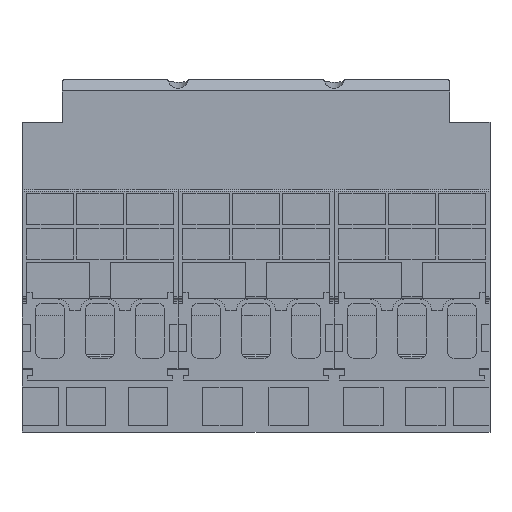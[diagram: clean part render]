
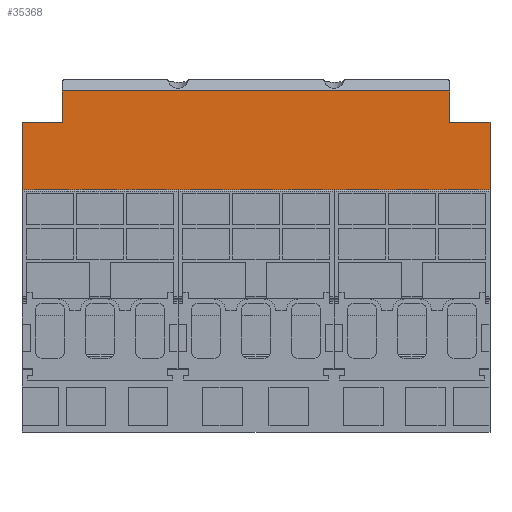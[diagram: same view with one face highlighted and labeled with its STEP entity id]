
A CAD part, front view. The second image highlights one B-rep face of the part: STEP entity #35368.
In plain terms, the highlighted planar face has unit normal (0, -1, 0).
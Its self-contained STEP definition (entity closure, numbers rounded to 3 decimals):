
#35368=ADVANCED_FACE('',(#66654),#66655,.T.);
#41206=VERTEX_POINT('',#72574);
#41210=VERTEX_POINT('',#72578);
#41212=EDGE_CURVE('',#41210,#41206,#72580,.T.);
#41216=VERTEX_POINT('',#72584);
#41218=EDGE_CURVE('',#41210,#41216,#72586,.T.);
#41222=VERTEX_POINT('',#72590);
#41224=EDGE_CURVE('',#41222,#41216,#72592,.T.);
#41574=VERTEX_POINT('',#72942);
#41578=EDGE_CURVE('',#41206,#41574,#72946,.T.);
#42298=VERTEX_POINT('',#73666);
#42302=VERTEX_POINT('',#73670);
#42304=EDGE_CURVE('',#42302,#42298,#73672,.T.);
#42308=EDGE_CURVE('',#42302,#41574,#73676,.T.);
#42310=VERTEX_POINT('',#73678);
#42312=EDGE_CURVE('',#42298,#42310,#73680,.T.);
#42314=EDGE_CURVE('',#42310,#41222,#73682,.T.);
#66654=FACE_OUTER_BOUND('',#107722,.T.);
#66655=PLANE('',#107723);
#72574=CARTESIAN_POINT('',(11.6,155.5,89.4));
#72578=CARTESIAN_POINT('',(11.6,155.5,98.388));
#72580=LINE('',#117218,#117219);
#72584=CARTESIAN_POINT('',(123.4,155.5,98.388));
#72586=LINE('',#117228,#117229);
#72590=CARTESIAN_POINT('',(123.4,155.5,89.4));
#72592=LINE('',#117238,#117239);
#72942=CARTESIAN_POINT('',(0.0,155.5,89.4));
#72946=LINE('',#117794,#117795);
#73666=CARTESIAN_POINT('',(135.0,155.5,59.9));
#73670=CARTESIAN_POINT('',(0.0,155.5,59.9));
#73672=LINE('',#118971,#118972);
#73676=LINE('',#118979,#118980);
#73678=CARTESIAN_POINT('',(135.0,155.5,89.4));
#73680=LINE('',#118985,#118986);
#73682=LINE('',#118989,#118990);
#107722=EDGE_LOOP('',(#149374,#149375,#149376,#149377,#149378,#149379,#149380,#149381));
#107723=AXIS2_PLACEMENT_3D('',#149382,#149383,#149384);
#117218=CARTESIAN_POINT('',(11.6,155.5,79.65));
#117219=VECTOR('',#152107,1.0);
#117228=CARTESIAN_POINT('',(0.0,155.5,98.388));
#117229=VECTOR('',#152109,1.0);
#117238=CARTESIAN_POINT('',(123.4,155.5,79.65));
#117239=VECTOR('',#152111,1.0);
#117794=CARTESIAN_POINT('',(0.0,155.5,89.4));
#117795=VECTOR('',#152257,1.0);
#118971=CARTESIAN_POINT('',(0.0,155.5,59.9));
#118972=VECTOR('',#152485,1.0);
#118979=CARTESIAN_POINT('',(0.0,155.5,59.9));
#118980=VECTOR('',#152487,1.0);
#118985=CARTESIAN_POINT('',(135.0,155.5,59.9));
#118986=VECTOR('',#152488,1.0);
#118989=CARTESIAN_POINT('',(67.5,155.5,89.4));
#118990=VECTOR('',#152489,1.0);
#149374=ORIENTED_EDGE('',*,*,#41224,.T.);
#149375=ORIENTED_EDGE('',*,*,#41218,.F.);
#149376=ORIENTED_EDGE('',*,*,#41212,.T.);
#149377=ORIENTED_EDGE('',*,*,#41578,.T.);
#149378=ORIENTED_EDGE('',*,*,#42308,.F.);
#149379=ORIENTED_EDGE('',*,*,#42304,.T.);
#149380=ORIENTED_EDGE('',*,*,#42312,.T.);
#149381=ORIENTED_EDGE('',*,*,#42314,.T.);
#149382=CARTESIAN_POINT('',(0.0,155.5,59.9));
#149383=DIRECTION('',(0.0,-1.0,0.0));
#149384=DIRECTION('',(0.0,0.0,1.0));
#152107=DIRECTION('',(0.0,0.0,-1.0));
#152109=DIRECTION('',(1.0,0.0,0.0));
#152111=DIRECTION('',(0.0,0.0,1.0));
#152257=DIRECTION('',(-1.0,0.0,0.0));
#152485=DIRECTION('',(1.0,0.0,0.0));
#152487=DIRECTION('',(0.0,0.0,1.0));
#152488=DIRECTION('',(0.0,0.0,1.0));
#152489=DIRECTION('',(-1.0,0.0,0.0));
